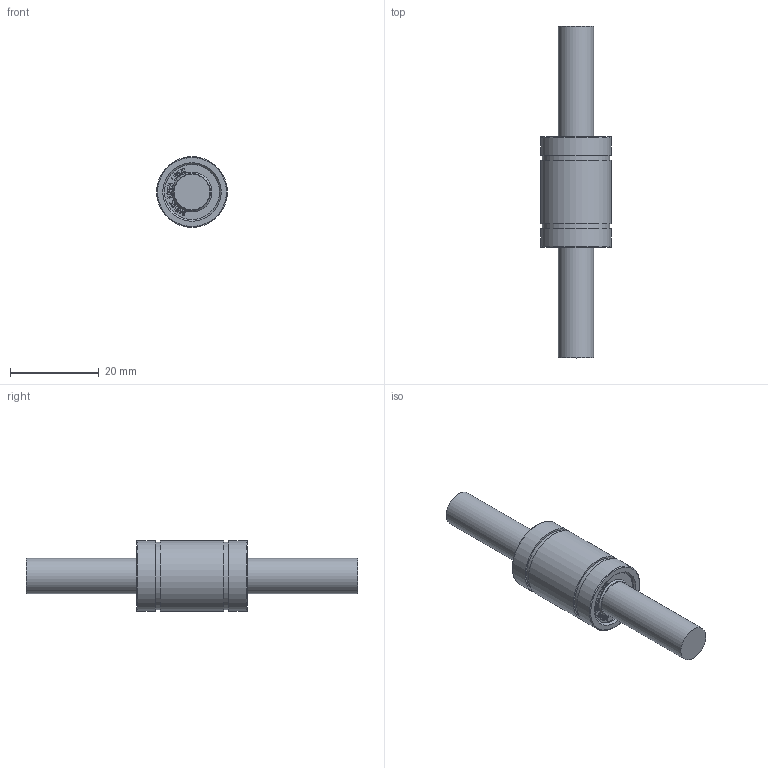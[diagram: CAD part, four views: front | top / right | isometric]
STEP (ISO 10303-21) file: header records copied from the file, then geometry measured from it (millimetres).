
FILE_DESCRIPTION((''),'2;1');
FILE_NAME('LME8UU.stp','2013-02-05T19:17:38',('user2'),(''),'Autodesk Inventor 2012','Autodesk Inventor 2012','');
FILE_SCHEMA(('AUTOMOTIVE_DESIGN { 1 0 10303 214 1 1 1 1 }'));
Length unit declared in the file: millimetre
Products named in the file (1): LME8UU
Bounding box: 16 x 75 x 16 mm (x, y, z)
Volume: 7398.2 mm3; surface area: 3056.4 mm2
Topology: 1 solids, 1 shells, 813 faces, 2269 edges, 1512 vertices
Faces by surface type: bspline 580, plane 218, cylinder 9, cone 4, torus 2
Full cylindrical faces by diameter (mm): 8 x2, 12.4 x2, 15.2 x2, 16 x3
Entity records: 27620 total; most frequent: CARTESIAN_POINT 10376, ORIENTED_EDGE 4504, EDGE_CURVE 2252, DIRECTION 1586, VERTEX_POINT 1510, VECTOR 1066, LINE 1066, EDGE_LOOP 882
